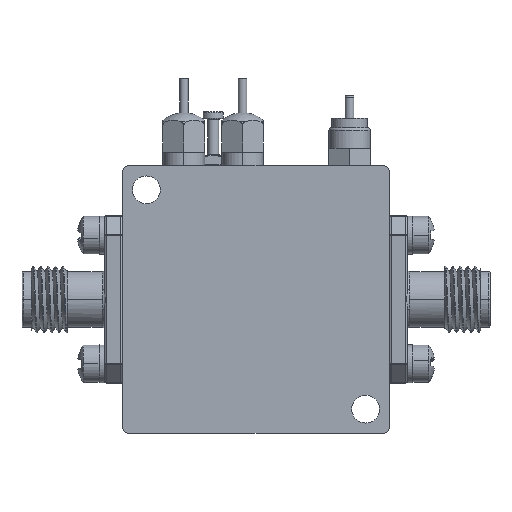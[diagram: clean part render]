
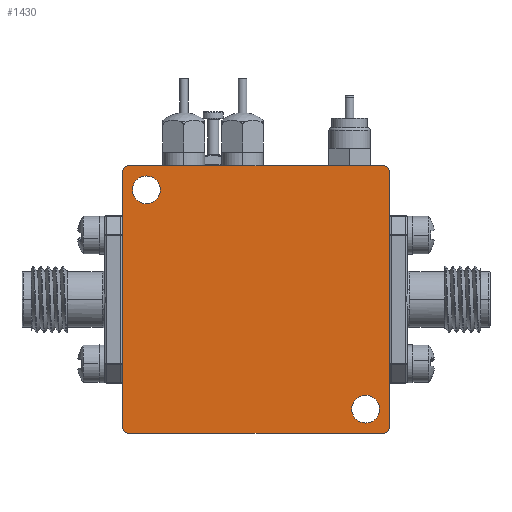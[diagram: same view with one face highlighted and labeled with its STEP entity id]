
A CAD part, front view. The second image highlights one B-rep face of the part: STEP entity #1430.
In plain terms, the highlighted planar face has unit normal (0, -1, 0).
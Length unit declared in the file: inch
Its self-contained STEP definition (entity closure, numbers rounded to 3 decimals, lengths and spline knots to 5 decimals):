
#649 = CIRCLE ( 'NONE', #7689, 0.052 ) ;
#918 = DIRECTION ( 'NONE',  ( 0., 1., 0. ) ) ;
#1430 = ADVANCED_FACE ( 'NONE', ( #47935, #25564, #21690 ), #29001, .F. ) ;
#1613 = CARTESIAN_POINT ( 'NONE',  ( 0.41, -0.5, -0.41 ) ) ;
#1684 = VERTEX_POINT ( 'NONE', #14242 ) ;
#1694 = LINE ( 'NONE', #24884, #47799 ) ;
#1849 = DIRECTION ( 'NONE',  ( 0., 1., 0. ) ) ;
#2217 = EDGE_LOOP ( 'NONE', ( #25093, #39046 ) ) ;
#3030 = CARTESIAN_POINT ( 'NONE',  ( -0.41, -0.5, 0.41 ) ) ;
#3235 = EDGE_CURVE ( 'NONE', #1684, #34570, #7836, .T. ) ;
#3687 = DIRECTION ( 'NONE',  ( 0., 0., 1. ) ) ;
#3886 = EDGE_CURVE ( 'NONE', #5812, #1684, #36987, .T. ) ;
#3913 = VERTEX_POINT ( 'NONE', #3962 ) ;
#3962 = CARTESIAN_POINT ( 'NONE',  ( 0.5, -0.5, 0.475 ) ) ;
#4130 = AXIS2_PLACEMENT_3D ( 'NONE', #21994, #40826, #7807 ) ;
#4310 = DIRECTION ( 'NONE',  ( 0., 0., 1. ) ) ;
#5812 = VERTEX_POINT ( 'NONE', #29761 ) ;
#6626 = EDGE_CURVE ( 'NONE', #3913, #7425, #1694, .T. ) ;
#7193 = DIRECTION ( 'NONE',  ( 0., 0., 1. ) ) ;
#7425 = VERTEX_POINT ( 'NONE', #19930 ) ;
#7689 = AXIS2_PLACEMENT_3D ( 'NONE', #22116, #36034, #7193 ) ;
#7807 = DIRECTION ( 'NONE',  ( 0., 0., -1. ) ) ;
#7836 = CIRCLE ( 'NONE', #33610, 0.025 ) ;
#8676 = EDGE_CURVE ( 'NONE', #30020, #39856, #38589, .T. ) ;
#10676 = ORIENTED_EDGE ( 'NONE', *, *, #26505, .F. ) ;
#11056 = VECTOR ( 'NONE', #3687, 39.37008 ) ;
#11098 = ORIENTED_EDGE ( 'NONE', *, *, #11336, .F. ) ;
#11125 = DIRECTION ( 'NONE',  ( 1., 0., 0. ) ) ;
#11336 = EDGE_CURVE ( 'NONE', #37338, #35554, #28660, .T. ) ;
#11464 = DIRECTION ( 'NONE',  ( 0., 1., 0. ) ) ;
#11732 = CARTESIAN_POINT ( 'NONE',  ( -0.5, -0.5, -0.475 ) ) ;
#11970 = EDGE_CURVE ( 'NONE', #39856, #30020, #649, .T. ) ;
#12247 = AXIS2_PLACEMENT_3D ( 'NONE', #22155, #25783, #40755 ) ;
#13341 = CARTESIAN_POINT ( 'NONE',  ( 0.475, -0.5, 0.475 ) ) ;
#13950 = CARTESIAN_POINT ( 'NONE',  ( 0.475, -0.5, 0.5 ) ) ;
#14242 = CARTESIAN_POINT ( 'NONE',  ( -0.475, -0.5, -0.5 ) ) ;
#14764 = CARTESIAN_POINT ( 'NONE',  ( -0.475, -0.5, -0.5 ) ) ;
#15196 = CARTESIAN_POINT ( 'NONE',  ( -0.5, -0.5, -0.475 ) ) ;
#16845 = ORIENTED_EDGE ( 'NONE', *, *, #31012, .F. ) ;
#18007 = DIRECTION ( 'NONE',  ( 0., 1., 0. ) ) ;
#18249 = DIRECTION ( 'NONE',  ( 0., 0., 1. ) ) ;
#18363 = EDGE_CURVE ( 'NONE', #37087, #28342, #47898, .T. ) ;
#19208 = AXIS2_PLACEMENT_3D ( 'NONE', #13341, #1849, #20453 ) ;
#19930 = CARTESIAN_POINT ( 'NONE',  ( 0.5, -0.5, -0.475 ) ) ;
#20453 = DIRECTION ( 'NONE',  ( 0., 0., 1. ) ) ;
#20840 = CIRCLE ( 'NONE', #12247, 0.052 ) ;
#21488 = ORIENTED_EDGE ( 'NONE', *, *, #48051, .F. ) ;
#21690 = FACE_BOUND ( 'NONE', #2217, .T. ) ;
#21949 = CARTESIAN_POINT ( 'NONE',  ( 0.41, -0.5, -0.462 ) ) ;
#21994 = CARTESIAN_POINT ( 'NONE',  ( 0.475, -0.5, -0.475 ) ) ;
#22116 = CARTESIAN_POINT ( 'NONE',  ( -0.41, -0.5, 0.41 ) ) ;
#22155 = CARTESIAN_POINT ( 'NONE',  ( 0.41, -0.5, -0.41 ) ) ;
#22188 = EDGE_CURVE ( 'NONE', #28342, #37087, #20840, .T. ) ;
#22422 = ORIENTED_EDGE ( 'NONE', *, *, #11970, .T. ) ;
#22792 = DIRECTION ( 'NONE',  ( -1., 0., 0. ) ) ;
#23358 = VECTOR ( 'NONE', #11125, 39.37008 ) ;
#24406 = DIRECTION ( 'NONE',  ( 0., 0., -1. ) ) ;
#24884 = CARTESIAN_POINT ( 'NONE',  ( 0.5, -0.5, -0.475 ) ) ;
#25093 = ORIENTED_EDGE ( 'NONE', *, *, #22188, .T. ) ;
#25564 = FACE_BOUND ( 'NONE', #42942, .T. ) ;
#25783 = DIRECTION ( 'NONE',  ( 0., 1., 0. ) ) ;
#26505 = EDGE_CURVE ( 'NONE', #34570, #37338, #37189, .T. ) ;
#26709 = LINE ( 'NONE', #44647, #23358 ) ;
#26951 = CARTESIAN_POINT ( 'NONE',  ( -0.475, -0.5, 0.5 ) ) ;
#27055 = CARTESIAN_POINT ( 'NONE',  ( -0.475, -0.5, -0.475 ) ) ;
#27199 = EDGE_LOOP ( 'NONE', ( #16845, #21488, #11098, #10676, #34358, #27989, #44569, #41423 ) ) ;
#27590 = CIRCLE ( 'NONE', #4130, 0.025 ) ;
#27989 = ORIENTED_EDGE ( 'NONE', *, *, #3886, .F. ) ;
#28342 = VERTEX_POINT ( 'NONE', #34252 ) ;
#28660 = CIRCLE ( 'NONE', #39595, 0.025 ) ;
#28872 = DIRECTION ( 'NONE',  ( 0., 0., 1. ) ) ;
#29001 = PLANE ( 'NONE',  #44406 ) ;
#29203 = CARTESIAN_POINT ( 'NONE',  ( -0.41, -0.5, 0.358 ) ) ;
#29761 = CARTESIAN_POINT ( 'NONE',  ( 0.475, -0.5, -0.5 ) ) ;
#30020 = VERTEX_POINT ( 'NONE', #46420 ) ;
#31012 = EDGE_CURVE ( 'NONE', #34400, #3913, #38696, .T. ) ;
#31420 = DIRECTION ( 'NONE',  ( 0., 1., 0. ) ) ;
#33610 = AXIS2_PLACEMENT_3D ( 'NONE', #27055, #918, #4310 ) ;
#34078 = VECTOR ( 'NONE', #22792, 39.37008 ) ;
#34252 = CARTESIAN_POINT ( 'NONE',  ( 0.41, -0.5, -0.358 ) ) ;
#34358 = ORIENTED_EDGE ( 'NONE', *, *, #3235, .F. ) ;
#34400 = VERTEX_POINT ( 'NONE', #13950 ) ;
#34491 = CARTESIAN_POINT ( 'NONE',  ( -0.5, -0.5, 0.475 ) ) ;
#34570 = VERTEX_POINT ( 'NONE', #11732 ) ;
#35391 = ORIENTED_EDGE ( 'NONE', *, *, #8676, .T. ) ;
#35482 = AXIS2_PLACEMENT_3D ( 'NONE', #3030, #18007, #18249 ) ;
#35554 = VERTEX_POINT ( 'NONE', #26951 ) ;
#36034 = DIRECTION ( 'NONE',  ( 0., 1., 0. ) ) ;
#36987 = LINE ( 'NONE', #14764, #34078 ) ;
#37087 = VERTEX_POINT ( 'NONE', #21949 ) ;
#37189 = LINE ( 'NONE', #15196, #11056 ) ;
#37338 = VERTEX_POINT ( 'NONE', #34491 ) ;
#38589 = CIRCLE ( 'NONE', #35482, 0.052 ) ;
#38696 = CIRCLE ( 'NONE', #19208, 0.025 ) ;
#39046 = ORIENTED_EDGE ( 'NONE', *, *, #18363, .T. ) ;
#39209 = AXIS2_PLACEMENT_3D ( 'NONE', #1613, #31420, #46435 ) ;
#39595 = AXIS2_PLACEMENT_3D ( 'NONE', #39635, #11464, #28872 ) ;
#39635 = CARTESIAN_POINT ( 'NONE',  ( -0.475, -0.5, 0.475 ) ) ;
#39771 = CARTESIAN_POINT ( 'NONE',  ( 0.475, -0.5, 0.475 ) ) ;
#39856 = VERTEX_POINT ( 'NONE', #29203 ) ;
#40066 = EDGE_CURVE ( 'NONE', #7425, #5812, #27590, .T. ) ;
#40755 = DIRECTION ( 'NONE',  ( 0., 0., 1. ) ) ;
#40826 = DIRECTION ( 'NONE',  ( 0., 1., 0. ) ) ;
#41423 = ORIENTED_EDGE ( 'NONE', *, *, #6626, .F. ) ;
#42942 = EDGE_LOOP ( 'NONE', ( #35391, #22422 ) ) ;
#43980 = DIRECTION ( 'NONE',  ( 0., 0., 1. ) ) ;
#44406 = AXIS2_PLACEMENT_3D ( 'NONE', #39771, #47441, #43980 ) ;
#44569 = ORIENTED_EDGE ( 'NONE', *, *, #40066, .F. ) ;
#44647 = CARTESIAN_POINT ( 'NONE',  ( -0.475, -0.5, 0.5 ) ) ;
#46420 = CARTESIAN_POINT ( 'NONE',  ( -0.41, -0.5, 0.462 ) ) ;
#46435 = DIRECTION ( 'NONE',  ( 0., 0., 1. ) ) ;
#47441 = DIRECTION ( 'NONE',  ( 0., 1., 0. ) ) ;
#47799 = VECTOR ( 'NONE', #24406, 39.37008 ) ;
#47898 = CIRCLE ( 'NONE', #39209, 0.052 ) ;
#47935 = FACE_OUTER_BOUND ( 'NONE', #27199, .T. ) ;
#48051 = EDGE_CURVE ( 'NONE', #35554, #34400, #26709, .T. ) ;
